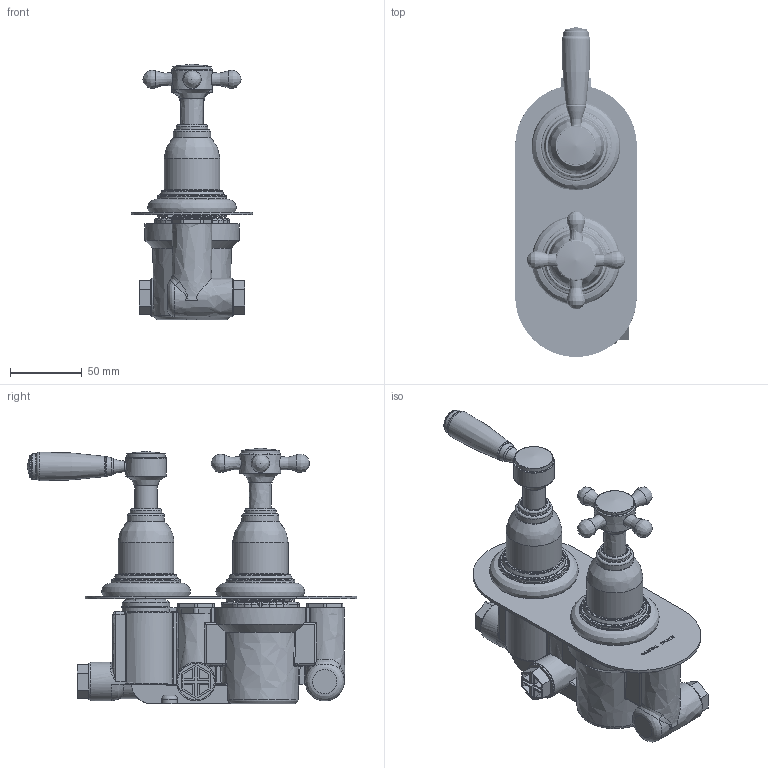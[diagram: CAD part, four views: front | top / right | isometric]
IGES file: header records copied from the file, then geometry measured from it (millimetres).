
Global section: file name: V201-TC TMT TW TGBC; native system: Autodesk Inventor 2018; preprocessor: unknown; author: adaniels; date: 20171205.093605; units: millimetre
Bounding box: 85 x 230.41 x 178.59 mm (x, y, z)
Volume: 482931.5 mm3; surface area: 271375.8 mm2
Topology: 61 solids, 66 shells, 2099 faces, 5608 edges, 3760 vertices
Faces by surface type: bspline 2099
